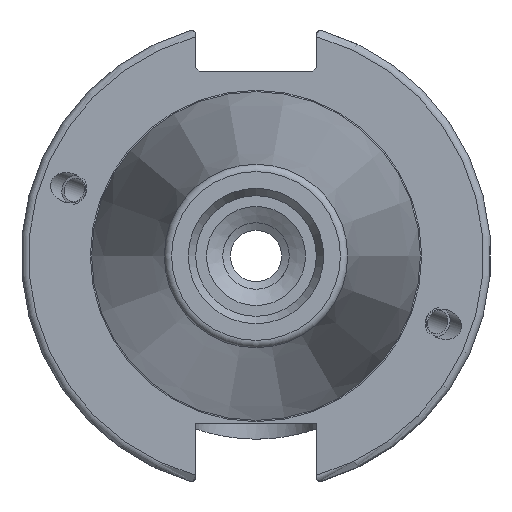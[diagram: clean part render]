
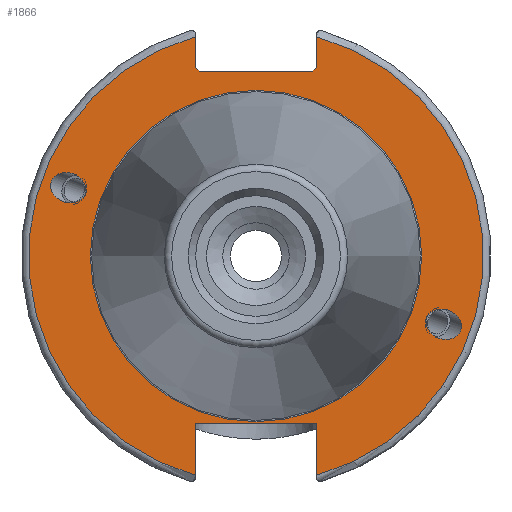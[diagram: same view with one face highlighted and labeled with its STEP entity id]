
A CAD part, left-side view. The second image highlights one B-rep face of the part: STEP entity #1866.
In plain terms, the highlighted planar face has unit normal (-1, 0, 0).
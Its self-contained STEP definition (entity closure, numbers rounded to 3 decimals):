
#39=ELLIPSE('',#2058,2.442,2.);
#48=ELLIPSE('',#2102,2.442,2.);
#62=PLANE('',#2111);
#112=FACE_BOUND('',#361,.T.);
#113=FACE_BOUND('',#362,.T.);
#114=FACE_BOUND('',#363,.T.);
#246=FACE_OUTER_BOUND('',#360,.T.);
#360=EDGE_LOOP('',(#1552,#1553,#1554,#1555,#1556,#1557,#1558,#1559,#1560,
#1561));
#361=EDGE_LOOP('',(#1562));
#362=EDGE_LOOP('',(#1563));
#363=EDGE_LOOP('',(#1564));
#462=LINE('',#3446,#558);
#463=LINE('',#3450,#559);
#464=LINE('',#3452,#560);
#465=LINE('',#3454,#561);
#466=LINE('',#3456,#562);
#467=LINE('',#3458,#563);
#468=LINE('',#3462,#564);
#469=LINE('',#3463,#565);
#558=VECTOR('',#2595,10.);
#559=VECTOR('',#2598,10.);
#560=VECTOR('',#2599,10.);
#561=VECTOR('',#2600,10.);
#562=VECTOR('',#2601,10.);
#563=VECTOR('',#2602,10.);
#564=VECTOR('',#2605,10.);
#565=VECTOR('',#2606,10.);
#696=CIRCLE('',#2108,22.396);
#699=CIRCLE('',#2112,30.75);
#700=CIRCLE('',#2113,30.75);
#818=VERTEX_POINT('',#3223);
#859=VERTEX_POINT('',#3426);
#862=VERTEX_POINT('',#3438);
#864=VERTEX_POINT('',#3444);
#865=VERTEX_POINT('',#3445);
#866=VERTEX_POINT('',#3447);
#867=VERTEX_POINT('',#3449);
#868=VERTEX_POINT('',#3451);
#869=VERTEX_POINT('',#3453);
#870=VERTEX_POINT('',#3455);
#871=VERTEX_POINT('',#3457);
#872=VERTEX_POINT('',#3459);
#873=VERTEX_POINT('',#3461);
#1048=EDGE_CURVE('',#818,#818,#39,.T.);
#1105=EDGE_CURVE('',#859,#859,#48,.T.);
#1110=EDGE_CURVE('',#862,#862,#696,.T.);
#1113=EDGE_CURVE('',#864,#865,#462,.T.);
#1114=EDGE_CURVE('',#866,#865,#699,.T.);
#1115=EDGE_CURVE('',#866,#867,#463,.T.);
#1116=EDGE_CURVE('',#868,#867,#464,.T.);
#1117=EDGE_CURVE('',#868,#869,#465,.T.);
#1118=EDGE_CURVE('',#870,#869,#466,.T.);
#1119=EDGE_CURVE('',#870,#871,#467,.T.);
#1120=EDGE_CURVE('',#872,#871,#700,.T.);
#1121=EDGE_CURVE('',#872,#873,#468,.T.);
#1122=EDGE_CURVE('',#873,#864,#469,.T.);
#1552=ORIENTED_EDGE('',*,*,#1113,.T.);
#1553=ORIENTED_EDGE('',*,*,#1114,.F.);
#1554=ORIENTED_EDGE('',*,*,#1115,.T.);
#1555=ORIENTED_EDGE('',*,*,#1116,.F.);
#1556=ORIENTED_EDGE('',*,*,#1117,.T.);
#1557=ORIENTED_EDGE('',*,*,#1118,.F.);
#1558=ORIENTED_EDGE('',*,*,#1119,.T.);
#1559=ORIENTED_EDGE('',*,*,#1120,.F.);
#1560=ORIENTED_EDGE('',*,*,#1121,.T.);
#1561=ORIENTED_EDGE('',*,*,#1122,.T.);
#1562=ORIENTED_EDGE('',*,*,#1048,.T.);
#1563=ORIENTED_EDGE('',*,*,#1105,.T.);
#1564=ORIENTED_EDGE('',*,*,#1110,.F.);
#1866=ADVANCED_FACE('',(#246,#112,#113,#114),#62,.T.);
#2058=AXIS2_PLACEMENT_3D('',#3225,#2469,#2470);
#2102=AXIS2_PLACEMENT_3D('',#3428,#2573,#2574);
#2108=AXIS2_PLACEMENT_3D('',#3439,#2587,#2588);
#2111=AXIS2_PLACEMENT_3D('',#3443,#2593,#2594);
#2112=AXIS2_PLACEMENT_3D('',#3448,#2596,#2597);
#2113=AXIS2_PLACEMENT_3D('',#3460,#2603,#2604);
#2469=DIRECTION('center_axis',(1.,0.,0.));
#2470=DIRECTION('ref_axis',(0.,-0.94,-0.342));
#2573=DIRECTION('center_axis',(1.,0.,0.));
#2574=DIRECTION('ref_axis',(0.,0.94,0.342));
#2587=DIRECTION('center_axis',(-1.,0.,0.));
#2588=DIRECTION('ref_axis',(0.,1.,0.));
#2593=DIRECTION('center_axis',(-1.,0.,0.));
#2594=DIRECTION('ref_axis',(0.,0.,1.));
#2595=DIRECTION('',(0.,0.,-1.));
#2596=DIRECTION('center_axis',(1.,0.,0.));
#2597=DIRECTION('ref_axis',(0.,-1.,0.));
#2598=DIRECTION('',(0.,0.,-1.));
#2599=DIRECTION('',(0.,-0.707,0.707));
#2600=DIRECTION('',(0.,1.,0.));
#2601=DIRECTION('',(0.,-0.707,-0.707));
#2602=DIRECTION('',(0.,0.,1.));
#2603=DIRECTION('center_axis',(1.,0.,0.));
#2604=DIRECTION('ref_axis',(0.,1.,0.));
#2605=DIRECTION('',(0.,0.,1.));
#2606=DIRECTION('',(0.,-1.,0.));
#3223=CARTESIAN_POINT('',(1.,-23.077,-8.399));
#3225=CARTESIAN_POINT('Origin',(1.,-25.372,-9.235));
#3426=CARTESIAN_POINT('',(1.,23.077,8.399));
#3428=CARTESIAN_POINT('Origin',(1.,25.372,9.235));
#3438=CARTESIAN_POINT('',(1.,-22.396,0.));
#3439=CARTESIAN_POINT('Origin',(1.,0.,0.));
#3443=CARTESIAN_POINT('Origin',(1.,31.75,0.));
#3444=CARTESIAN_POINT('',(1.,-8.19,-22.6));
#3445=CARTESIAN_POINT('',(1.,-8.19,-29.639));
#3446=CARTESIAN_POINT('',(1.,-8.19,-11.3));
#3447=CARTESIAN_POINT('',(1.,-8.19,29.639));
#3448=CARTESIAN_POINT('Origin',(1.,0.,0.));
#3449=CARTESIAN_POINT('',(1.,-8.19,25.5));
#3450=CARTESIAN_POINT('',(1.,-8.19,12.5));
#3451=CARTESIAN_POINT('',(1.,-7.69,25.));
#3452=CARTESIAN_POINT('',(1.,8.295,9.015));
#3453=CARTESIAN_POINT('',(1.,7.69,25.));
#3454=CARTESIAN_POINT('',(1.,15.875,25.));
#3455=CARTESIAN_POINT('',(1.,8.19,25.5));
#3456=CARTESIAN_POINT('',(1.,7.58,24.89));
#3457=CARTESIAN_POINT('',(1.,8.19,29.639));
#3458=CARTESIAN_POINT('',(1.,8.19,12.5));
#3459=CARTESIAN_POINT('',(1.,8.19,-29.639));
#3460=CARTESIAN_POINT('Origin',(1.,0.,0.));
#3461=CARTESIAN_POINT('',(1.,8.19,-22.6));
#3462=CARTESIAN_POINT('',(1.,8.19,-11.3));
#3463=CARTESIAN_POINT('',(1.,15.875,-22.6));
